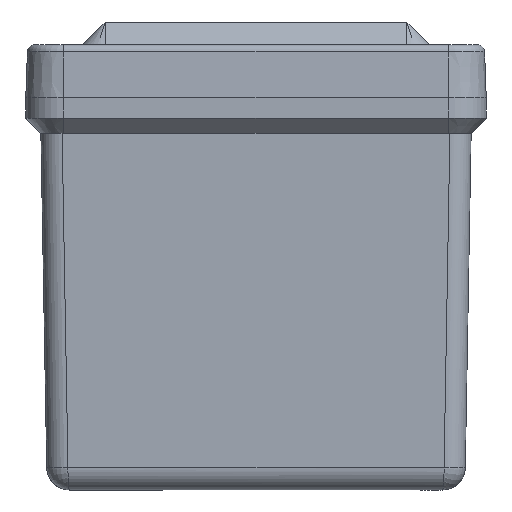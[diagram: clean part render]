
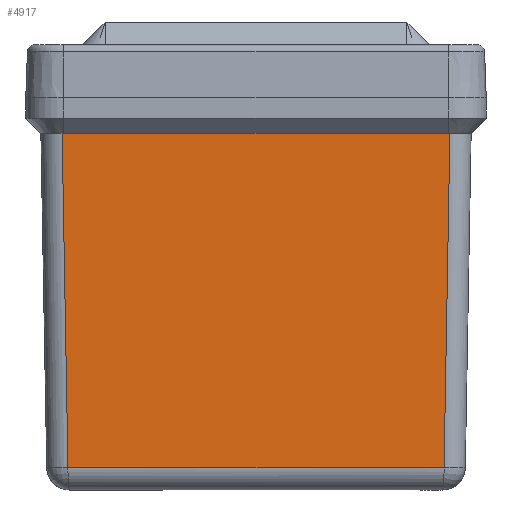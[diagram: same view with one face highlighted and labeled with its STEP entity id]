
A CAD part, front view. The second image highlights one B-rep face of the part: STEP entity #4917.
In plain terms, the highlighted face is planar.
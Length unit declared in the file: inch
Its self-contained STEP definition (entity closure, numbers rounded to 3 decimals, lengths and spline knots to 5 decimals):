
#273=LINE($,#8454,#649);
#274=LINE($,#8457,#650);
#275=LINE($,#8459,#651);
#276=LINE($,#8461,#652);
#277=LINE($,#8463,#653);
#278=LINE($,#8464,#654);
#649=VECTOR($,#6296,3.11411);
#650=VECTOR($,#6299,2.76912);
#651=VECTOR($,#6300,0.01163);
#652=VECTOR($,#6301,3.1875);
#653=VECTOR($,#6302,0.01163);
#654=VECTOR($,#6303,2.76912);
#1220=FACE_OUTER_BOUND($,#1534,.T.);
#1534=EDGE_LOOP($,(#3696,#3697,#3698,#3699,#3700,#3701));
#2212=VERTEX_POINT($,#8109);
#2214=VERTEX_POINT($,#8335);
#2216=VERTEX_POINT($,#8456);
#2217=VERTEX_POINT($,#8458);
#2218=VERTEX_POINT($,#8460);
#2219=VERTEX_POINT($,#8462);
#2771=EDGE_CURVE($,#2214,#2212,#273,.T.);
#2772=EDGE_CURVE($,#2216,#2214,#274,.T.);
#2773=EDGE_CURVE($,#2216,#2217,#275,.T.);
#2774=EDGE_CURVE($,#2218,#2217,#276,.T.);
#2775=EDGE_CURVE($,#2218,#2219,#277,.T.);
#2776=EDGE_CURVE($,#2212,#2219,#278,.T.);
#3696=ORIENTED_EDGE($,*,*,#2771,.F.);
#3697=ORIENTED_EDGE($,*,*,#2772,.F.);
#3698=ORIENTED_EDGE($,*,*,#2773,.T.);
#3699=ORIENTED_EDGE($,*,*,#2774,.F.);
#3700=ORIENTED_EDGE($,*,*,#2775,.T.);
#3701=ORIENTED_EDGE($,*,*,#2776,.F.);
#4723=PLANE($,#5333);
#4917=ADVANCED_FACE($,(#1220),#4723,.T.);
#5333=AXIS2_PLACEMENT_3D($,#8455,#6297,#6298);
#6296=DIRECTION($,(-1.,0.,0.));
#6297=DIRECTION('center_axis',(0.,-0.017,1.));
#6298=DIRECTION('ref_axis',(-1.,0.,0.));
#6299=DIRECTION($,(-0.017,-1.,-0.017));
#6300=DIRECTION($,(-1.,0.,0.));
#6301=DIRECTION($,(1.,0.,0.));
#6302=DIRECTION($,(-1.,0.,0.));
#6303=DIRECTION($,(-0.017,1.,0.017));
#8109=CARTESIAN_POINT('',(-1.55706,0.18423,3.13918));
#8335=CARTESIAN_POINT('',(1.55706,0.18423,3.13918));
#8454=CARTESIAN_POINT($,(1.55706,0.18423,3.13918));
#8455=CARTESIAN_POINT('Origin',(1.59375,2.9525,3.1875));
#8456=CARTESIAN_POINT('',(1.60538,2.9525,3.1875));
#8457=CARTESIAN_POINT($,(1.60538,2.9525,3.1875));
#8458=CARTESIAN_POINT('',(1.59375,2.9525,3.1875));
#8459=CARTESIAN_POINT($,(1.60538,2.9525,3.1875));
#8460=CARTESIAN_POINT('',(-1.59375,2.9525,3.1875));
#8461=CARTESIAN_POINT($,(-1.59375,2.9525,3.1875));
#8462=CARTESIAN_POINT('',(-1.60538,2.9525,3.1875));
#8463=CARTESIAN_POINT($,(-1.59375,2.9525,3.1875));
#8464=CARTESIAN_POINT($,(-1.55706,0.18423,3.13918));
